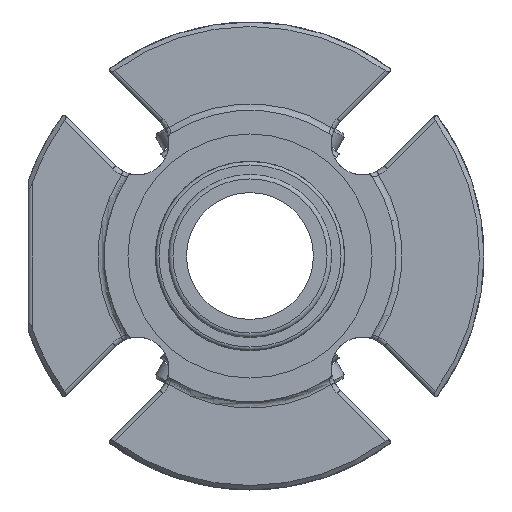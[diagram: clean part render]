
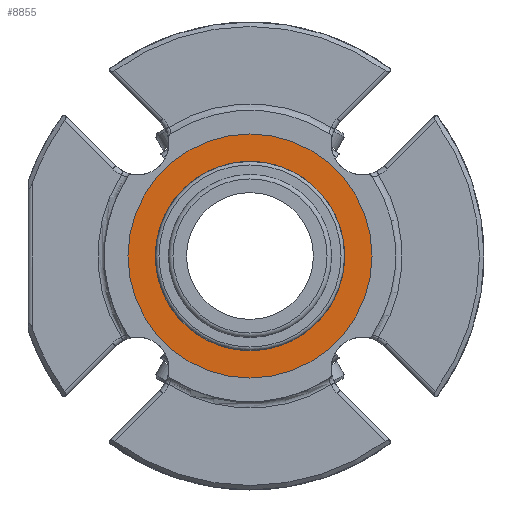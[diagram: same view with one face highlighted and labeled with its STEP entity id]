
A CAD part, left-side view. The second image highlights one B-rep face of the part: STEP entity #8855.
In plain terms, the highlighted planar face has unit normal (-1, 0, 0).
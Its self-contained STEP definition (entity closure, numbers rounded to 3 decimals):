
#1764=PLANE('',#9750);
#4341=ORIENTED_EDGE('',*,*,#5657,.T.);
#4342=ORIENTED_EDGE('',*,*,#5658,.F.);
#5657=EDGE_CURVE('',#6495,#6495,#6918,.T.);
#5658=EDGE_CURVE('',#6496,#6496,#6919,.F.);
#6495=VERTEX_POINT('',#18685);
#6496=VERTEX_POINT('',#18688);
#6918=CIRCLE('',#9749,27.483);
#6919=CIRCLE('',#9751,21.298);
#7528=EDGE_LOOP('',(#4341));
#7529=EDGE_LOOP('',(#4342));
#8154=FACE_BOUND('',#7528,.T.);
#8155=FACE_BOUND('',#7529,.T.);
#8855=ADVANCED_FACE('',(#8154,#8155),#1764,.F.);
#9749=AXIS2_PLACEMENT_3D('',#18684,#11992,#11993);
#9750=AXIS2_PLACEMENT_3D('',#18686,#11994,#11995);
#9751=AXIS2_PLACEMENT_3D('',#18687,#11996,#11997);
#11992=DIRECTION('',(-1.,0.,0.));
#11993=DIRECTION('',(0.,0.,1.));
#11994=DIRECTION('',(1.,0.,0.));
#11995=DIRECTION('',(0.,0.,-1.));
#11996=DIRECTION('',(1.,0.,0.));
#11997=DIRECTION('',(0.,0.,-1.));
#18684=CARTESIAN_POINT('',(-0.508,0.,0.));
#18685=CARTESIAN_POINT('',(-0.508,0.,27.483));
#18686=CARTESIAN_POINT('',(-0.508,0.,27.483));
#18687=CARTESIAN_POINT('',(-0.508,0.,0.));
#18688=CARTESIAN_POINT('',(-0.508,0.,-21.298));
